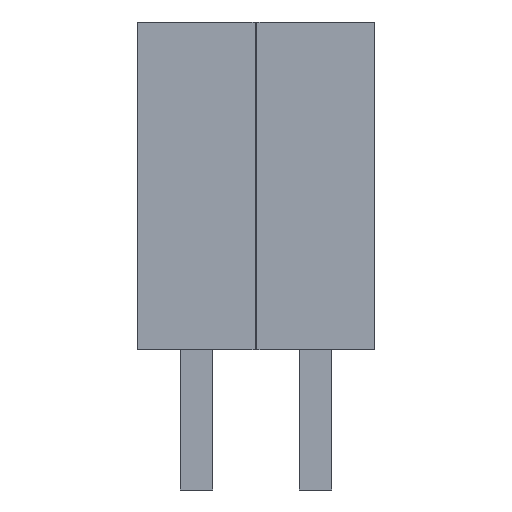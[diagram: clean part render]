
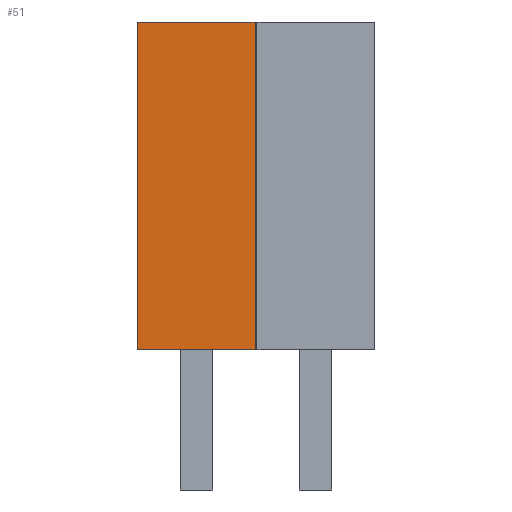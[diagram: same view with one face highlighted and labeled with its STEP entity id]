
A CAD part, left-side view. The second image highlights one B-rep face of the part: STEP entity #51.
In plain terms, the highlighted planar face has unit normal (-1, 0, 0).
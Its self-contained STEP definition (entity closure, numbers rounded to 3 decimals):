
#13=DIRECTION('',(0.,0.,1.));
#14=DIRECTION('',(1.,0.,0.));
#51=ADVANCED_FACE('',(#52),#77,.F.);
#52=FACE_BOUND('',#53,.F.);
#53=EDGE_LOOP('',(#54,#62,#69,#74));
#54=ORIENTED_EDGE('',*,*,#55,.F.);
#55=EDGE_CURVE('',#56,#58,#60,.T.);
#56=VERTEX_POINT('',#57);
#57=CARTESIAN_POINT('',(-1.27,-1.271,0.));
#58=VERTEX_POINT('',#59);
#59=CARTESIAN_POINT('',(-1.27,-1.271,7.));
#60=LINE('',#57,#61);
#61=VECTOR('',#13,1.);
#62=ORIENTED_EDGE('',*,*,#63,.T.);
#63=EDGE_CURVE('',#56,#64,#66,.T.);
#64=VERTEX_POINT('',#65);
#65=CARTESIAN_POINT('',(-1.27,1.271,0.));
#66=LINE('',#57,#67);
#67=VECTOR('',#68,1.);
#68=DIRECTION('',(0.,1.,0.));
#69=ORIENTED_EDGE('',*,*,#70,.T.);
#70=EDGE_CURVE('',#64,#71,#73,.T.);
#71=VERTEX_POINT('',#72);
#72=CARTESIAN_POINT('',(-1.27,1.271,7.));
#73=LINE('',#65,#61);
#74=ORIENTED_EDGE('',*,*,#75,.F.);
#75=EDGE_CURVE('',#58,#71,#76,.T.);
#76=LINE('',#59,#67);
#77=PLANE('',#78);
#78=AXIS2_PLACEMENT_3D('',#57,#14,#13);
